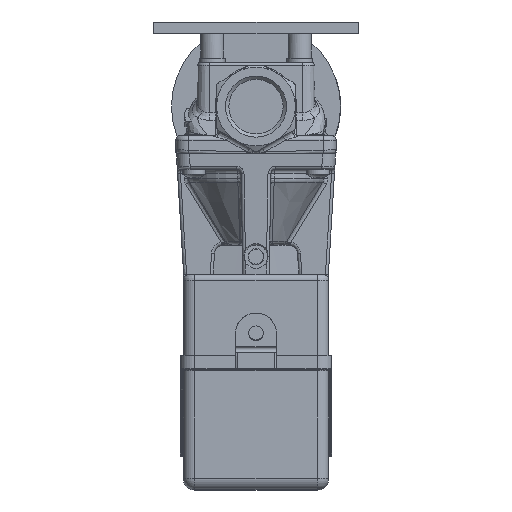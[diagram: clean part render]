
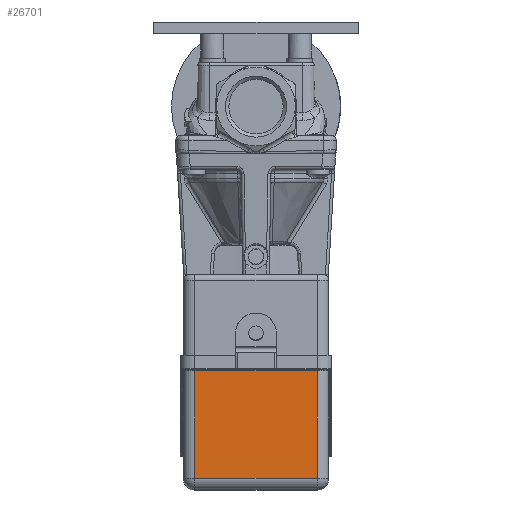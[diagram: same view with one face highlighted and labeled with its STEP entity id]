
A CAD part, left-side view. The second image highlights one B-rep face of the part: STEP entity #26701.
In plain terms, the highlighted planar face has unit normal (-1, 0, 0).
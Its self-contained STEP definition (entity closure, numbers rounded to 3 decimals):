
#2531=LINE('',#56064,#4045);
#2580=LINE('',#56216,#4094);
#2586=LINE('',#56225,#4100);
#2587=LINE('',#56226,#4101);
#4045=VECTOR('',#34669,1000.);
#4094=VECTOR('',#34840,1000.);
#4100=VECTOR('',#34852,1000.);
#4101=VECTOR('',#34853,1000.);
#6231=FACE_OUTER_BOUND('',#7874,.T.);
#7874=EDGE_LOOP('',(#21055,#21056,#21057,#21058));
#11289=VERTEX_POINT('',#56050);
#11293=VERTEX_POINT('',#56062);
#11334=VERTEX_POINT('',#56208);
#11335=VERTEX_POINT('',#56212);
#14649=EDGE_CURVE('',#11289,#11293,#2531,.F.);
#14727=EDGE_CURVE('',#11334,#11335,#2580,.T.);
#14733=EDGE_CURVE('',#11289,#11335,#2586,.T.);
#14734=EDGE_CURVE('',#11293,#11334,#2587,.T.);
#21055=ORIENTED_EDGE('',*,*,#14733,.F.);
#21056=ORIENTED_EDGE('',*,*,#14649,.T.);
#21057=ORIENTED_EDGE('',*,*,#14734,.T.);
#21058=ORIENTED_EDGE('',*,*,#14727,.T.);
#23908=PLANE('',#29145);
#26701=ADVANCED_FACE('',(#6231),#23908,.F.);
#29145=AXIS2_PLACEMENT_3D('',#56224,#34850,#34851);
#34669=DIRECTION('',(0.,-1.,0.));
#34840=DIRECTION('',(0.,-1.,0.));
#34850=DIRECTION('center_axis',(1.,0.,0.));
#34851=DIRECTION('ref_axis',(0.,0.,
1.));
#34852=DIRECTION('',(0.,0.,-1.));
#34853=DIRECTION('',(0.,0.,-1.));
#56050=CARTESIAN_POINT('',(-124.495,-21.,-115.6));
#56062=CARTESIAN_POINT('',(-124.495,21.,-115.6));
#56064=CARTESIAN_POINT('',(-124.495,21.,-115.6));
#56208=CARTESIAN_POINT('',(-124.495,21.,-152.5));
#56212=CARTESIAN_POINT('',(-124.495,-21.,-152.5));
#56216=CARTESIAN_POINT('',(-124.495,21.,-152.5));
#56224=CARTESIAN_POINT('Origin',(-124.495,21.,-110.3));
#56225=CARTESIAN_POINT('',(-124.495,-21.,-110.3));
#56226=CARTESIAN_POINT('',(-124.495,21.,-110.3));
